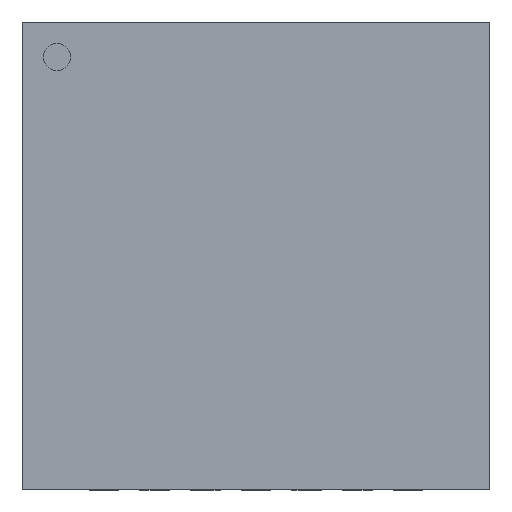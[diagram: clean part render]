
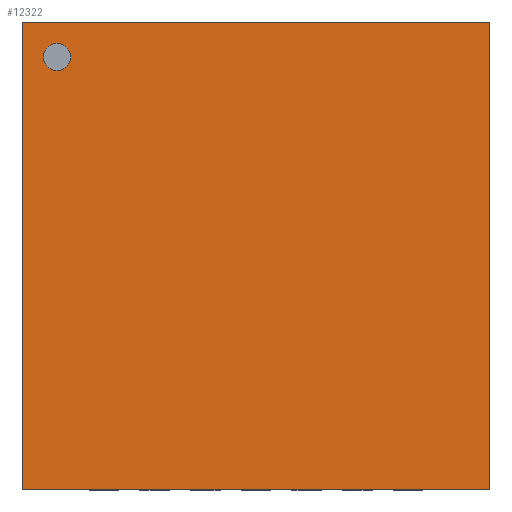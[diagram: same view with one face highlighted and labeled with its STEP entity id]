
A CAD part, top view. The second image highlights one B-rep face of the part: STEP entity #12322.
In plain terms, the highlighted planar face has unit normal (0, 0, 1).
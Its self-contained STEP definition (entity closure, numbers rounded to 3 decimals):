
#214 = PLANE('',#215);
#215 = AXIS2_PLACEMENT_3D('',#216,#217,#218);
#216 = CARTESIAN_POINT('',(-2.99,2.99,0.03));
#217 = DIRECTION('',(1.,0.,0.));
#218 = DIRECTION('',(0.,0.,1.));
#468 = PLANE('',#469);
#469 = AXIS2_PLACEMENT_3D('',#470,#471,#472);
#470 = CARTESIAN_POINT('',(-2.99,2.99,0.03));
#471 = DIRECTION('',(0.,-1.,0.));
#472 = DIRECTION('',(0.,0.,1.));
#1203 = PLANE('',#1204);
#1204 = AXIS2_PLACEMENT_3D('',#1205,#1206,#1207);
#1205 = CARTESIAN_POINT('',(-2.99,-2.99,0.03));
#1206 = DIRECTION('',(0.,-1.,0.));
#1207 = DIRECTION('',(0.,0.,1.));
#2001 = PLANE('',#2002);
#2002 = AXIS2_PLACEMENT_3D('',#2003,#2004,#2005);
#2003 = CARTESIAN_POINT('',(2.99,2.99,0.03));
#2004 = DIRECTION('',(1.,0.,0.));
#2005 = DIRECTION('',(0.,0.,1.));
#3693 = VERTEX_POINT('',#3694);
#3694 = CARTESIAN_POINT('',(-2.99,2.99,0.93));
#3715 = EDGE_CURVE('',#3693,#3716,#3718,.T.);
#3716 = VERTEX_POINT('',#3717);
#3717 = CARTESIAN_POINT('',(-2.99,-2.99,0.93));
#3718 = SURFACE_CURVE('',#3719,(#3723,#3730),.PCURVE_S1.);
#3719 = LINE('',#3720,#3721);
#3720 = CARTESIAN_POINT('',(-2.99,2.99,0.93));
#3721 = VECTOR('',#3722,1.);
#3722 = DIRECTION('',(0.,-1.,0.));
#3723 = PCURVE('',#214,#3724);
#3724 = DEFINITIONAL_REPRESENTATION('',(#3725),#3729);
#3725 = LINE('',#3726,#3727);
#3726 = CARTESIAN_POINT('',(0.9,0.));
#3727 = VECTOR('',#3728,1.);
#3728 = DIRECTION('',(0.,1.));
#3729 = ( GEOMETRIC_REPRESENTATION_CONTEXT(2) 
PARAMETRIC_REPRESENTATION_CONTEXT() REPRESENTATION_CONTEXT('2D SPACE',''
  ) );
#3730 = PCURVE('',#3731,#3736);
#3731 = PLANE('',#3732);
#3732 = AXIS2_PLACEMENT_3D('',#3733,#3734,#3735);
#3733 = CARTESIAN_POINT('',(-2.99,2.99,0.93));
#3734 = DIRECTION('',(0.,0.,1.));
#3735 = DIRECTION('',(0.,-1.,0.));
#3736 = DEFINITIONAL_REPRESENTATION('',(#3737),#3741);
#3737 = LINE('',#3738,#3739);
#3738 = CARTESIAN_POINT('',(0.,0.));
#3739 = VECTOR('',#3740,1.);
#3740 = DIRECTION('',(1.,0.));
#3741 = ( GEOMETRIC_REPRESENTATION_CONTEXT(2) 
PARAMETRIC_REPRESENTATION_CONTEXT() REPRESENTATION_CONTEXT('2D SPACE',''
  ) );
#4217 = EDGE_CURVE('',#3693,#4218,#4220,.T.);
#4218 = VERTEX_POINT('',#4219);
#4219 = CARTESIAN_POINT('',(2.99,2.99,0.93));
#4220 = SURFACE_CURVE('',#4221,(#4225,#4232),.PCURVE_S1.);
#4221 = LINE('',#4222,#4223);
#4222 = CARTESIAN_POINT('',(-2.99,2.99,0.93));
#4223 = VECTOR('',#4224,1.);
#4224 = DIRECTION('',(1.,0.,0.));
#4225 = PCURVE('',#468,#4226);
#4226 = DEFINITIONAL_REPRESENTATION('',(#4227),#4231);
#4227 = LINE('',#4228,#4229);
#4228 = CARTESIAN_POINT('',(0.9,0.));
#4229 = VECTOR('',#4230,1.);
#4230 = DIRECTION('',(0.,-1.));
#4231 = ( GEOMETRIC_REPRESENTATION_CONTEXT(2) 
PARAMETRIC_REPRESENTATION_CONTEXT() REPRESENTATION_CONTEXT('2D SPACE',''
  ) );
#4232 = PCURVE('',#3731,#4233);
#4233 = DEFINITIONAL_REPRESENTATION('',(#4234),#4238);
#4234 = LINE('',#4235,#4236);
#4235 = CARTESIAN_POINT('',(0.,0.));
#4236 = VECTOR('',#4237,1.);
#4237 = DIRECTION('',(0.,1.));
#4238 = ( GEOMETRIC_REPRESENTATION_CONTEXT(2) 
PARAMETRIC_REPRESENTATION_CONTEXT() REPRESENTATION_CONTEXT('2D SPACE',''
  ) );
#7774 = EDGE_CURVE('',#4218,#7775,#7777,.T.);
#7775 = VERTEX_POINT('',#7776);
#7776 = CARTESIAN_POINT('',(2.99,-2.99,0.93));
#7777 = SURFACE_CURVE('',#7778,(#7782,#7789),.PCURVE_S1.);
#7778 = LINE('',#7779,#7780);
#7779 = CARTESIAN_POINT('',(2.99,2.99,0.93));
#7780 = VECTOR('',#7781,1.);
#7781 = DIRECTION('',(0.,-1.,0.));
#7782 = PCURVE('',#2001,#7783);
#7783 = DEFINITIONAL_REPRESENTATION('',(#7784),#7788);
#7784 = LINE('',#7785,#7786);
#7785 = CARTESIAN_POINT('',(0.9,0.));
#7786 = VECTOR('',#7787,1.);
#7787 = DIRECTION('',(0.,1.));
#7788 = ( GEOMETRIC_REPRESENTATION_CONTEXT(2) 
PARAMETRIC_REPRESENTATION_CONTEXT() REPRESENTATION_CONTEXT('2D SPACE',''
  ) );
#7789 = PCURVE('',#3731,#7790);
#7790 = DEFINITIONAL_REPRESENTATION('',(#7791),#7795);
#7791 = LINE('',#7792,#7793);
#7792 = CARTESIAN_POINT('',(0.,5.98));
#7793 = VECTOR('',#7794,1.);
#7794 = DIRECTION('',(1.,0.));
#7795 = ( GEOMETRIC_REPRESENTATION_CONTEXT(2) 
PARAMETRIC_REPRESENTATION_CONTEXT() REPRESENTATION_CONTEXT('2D SPACE',''
  ) );
#8311 = EDGE_CURVE('',#3716,#7775,#8312,.T.);
#8312 = SURFACE_CURVE('',#8313,(#8317,#8324),.PCURVE_S1.);
#8313 = LINE('',#8314,#8315);
#8314 = CARTESIAN_POINT('',(-2.99,-2.99,0.93));
#8315 = VECTOR('',#8316,1.);
#8316 = DIRECTION('',(1.,0.,0.));
#8317 = PCURVE('',#1203,#8318);
#8318 = DEFINITIONAL_REPRESENTATION('',(#8319),#8323);
#8319 = LINE('',#8320,#8321);
#8320 = CARTESIAN_POINT('',(0.9,0.));
#8321 = VECTOR('',#8322,1.);
#8322 = DIRECTION('',(0.,-1.));
#8323 = ( GEOMETRIC_REPRESENTATION_CONTEXT(2) 
PARAMETRIC_REPRESENTATION_CONTEXT() REPRESENTATION_CONTEXT('2D SPACE',''
  ) );
#8324 = PCURVE('',#3731,#8325);
#8325 = DEFINITIONAL_REPRESENTATION('',(#8326),#8330);
#8326 = LINE('',#8327,#8328);
#8327 = CARTESIAN_POINT('',(5.98,0.));
#8328 = VECTOR('',#8329,1.);
#8329 = DIRECTION('',(0.,1.));
#8330 = ( GEOMETRIC_REPRESENTATION_CONTEXT(2) 
PARAMETRIC_REPRESENTATION_CONTEXT() REPRESENTATION_CONTEXT('2D SPACE',''
  ) );
#12322 = ADVANCED_FACE('',(#12323,#12329),#3731,.T.);
#12323 = FACE_BOUND('',#12324,.T.);
#12324 = EDGE_LOOP('',(#12325,#12326,#12327,#12328));
#12325 = ORIENTED_EDGE('',*,*,#4217,.F.);
#12326 = ORIENTED_EDGE('',*,*,#3715,.T.);
#12327 = ORIENTED_EDGE('',*,*,#8311,.T.);
#12328 = ORIENTED_EDGE('',*,*,#7774,.F.);
#12329 = FACE_BOUND('',#12330,.T.);
#12330 = EDGE_LOOP('',(#12331));
#12331 = ORIENTED_EDGE('',*,*,#12332,.F.);
#12332 = EDGE_CURVE('',#12333,#12333,#12335,.T.);
#12333 = VERTEX_POINT('',#12334);
#12334 = CARTESIAN_POINT('',(-2.55,2.375,0.93));
#12335 = SURFACE_CURVE('',#12336,(#12341,#12348),.PCURVE_S1.);
#12336 = CIRCLE('',#12337,0.175);
#12337 = AXIS2_PLACEMENT_3D('',#12338,#12339,#12340);
#12338 = CARTESIAN_POINT('',(-2.55,2.55,0.93));
#12339 = DIRECTION('',(0.,0.,1.));
#12340 = DIRECTION('',(0.,-1.,0.));
#12341 = PCURVE('',#3731,#12342);
#12342 = DEFINITIONAL_REPRESENTATION('',(#12343),#12347);
#12343 = CIRCLE('',#12344,0.175);
#12344 = AXIS2_PLACEMENT_2D('',#12345,#12346);
#12345 = CARTESIAN_POINT('',(0.44,0.44));
#12346 = DIRECTION('',(1.,0.));
#12347 = ( GEOMETRIC_REPRESENTATION_CONTEXT(2) 
PARAMETRIC_REPRESENTATION_CONTEXT() REPRESENTATION_CONTEXT('2D SPACE',''
  ) );
#12348 = PCURVE('',#12349,#12354);
#12349 = CYLINDRICAL_SURFACE('',#12350,0.175);
#12350 = AXIS2_PLACEMENT_3D('',#12351,#12352,#12353);
#12351 = CARTESIAN_POINT('',(-2.55,2.55,0.93));
#12352 = DIRECTION('',(0.,0.,-1.));
#12353 = DIRECTION('',(0.,-1.,0.));
#12354 = DEFINITIONAL_REPRESENTATION('',(#12355),#12359);
#12355 = LINE('',#12356,#12357);
#12356 = CARTESIAN_POINT('',(0.,0.));
#12357 = VECTOR('',#12358,1.);
#12358 = DIRECTION('',(-1.,0.));
#12359 = ( GEOMETRIC_REPRESENTATION_CONTEXT(2) 
PARAMETRIC_REPRESENTATION_CONTEXT() REPRESENTATION_CONTEXT('2D SPACE',''
  ) );
